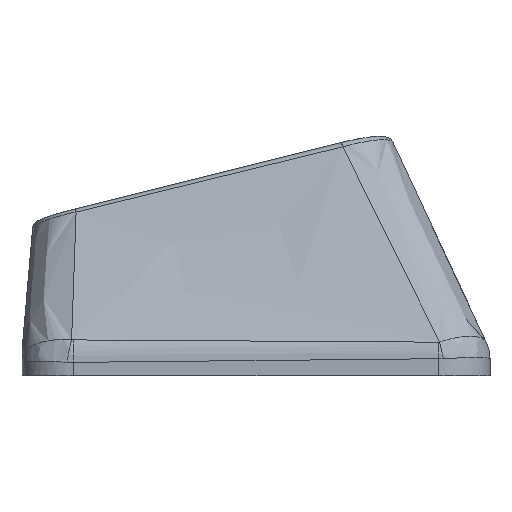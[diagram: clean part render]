
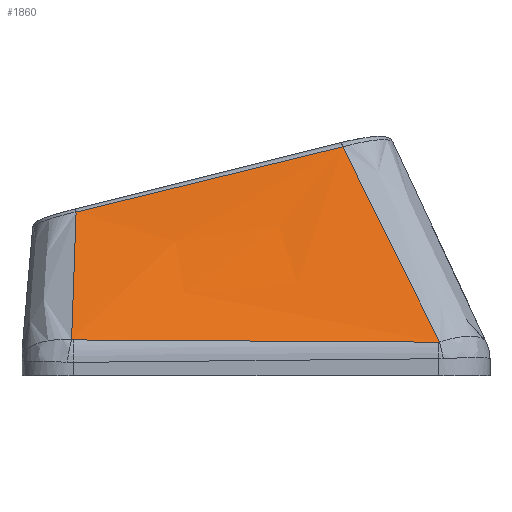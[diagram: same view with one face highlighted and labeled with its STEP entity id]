
A CAD part, left-side view. The second image highlights one B-rep face of the part: STEP entity #1860.
In plain terms, the highlighted free-form (B-spline) face has degree [3, 3] with [4, 4] control points.
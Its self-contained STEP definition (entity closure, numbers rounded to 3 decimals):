
#361=FACE_OUTER_BOUND('',#470,.T.);
#470=EDGE_LOOP('',(#1321,#1322,#1323,#1324,#1325,#1326));
#593=B_SPLINE_CURVE_WITH_KNOTS('',3,(#2774,#2775,#2776,#2777),
 .UNSPECIFIED.,.F.,.F.,(4,4),(0.,0.005),.UNSPECIFIED.);
#595=B_SPLINE_CURVE_WITH_KNOTS('',3,(#2801,#2802,#2803,#2804),
 .UNSPECIFIED.,.F.,.F.,(4,4),(0.,1.416),.UNSPECIFIED.);
#597=B_SPLINE_CURVE_WITH_KNOTS('',3,(#2828,#2829,#2830,#2831),
 .UNSPECIFIED.,.F.,.F.,(4,4),(0.,0.006),
 .UNSPECIFIED.);
#612=B_SPLINE_CURVE_WITH_KNOTS('',3,(#3125,#3126,#3127,#3128),
 .UNSPECIFIED.,.F.,.F.,(4,4),(0.023,0.942),
 .UNSPECIFIED.);
#613=B_SPLINE_CURVE_WITH_KNOTS('',3,(#3130,#3131,#3132,#3133),
 .UNSPECIFIED.,.F.,.F.,(4,4),(-1.249,-0.184),
 .UNSPECIFIED.);
#614=B_SPLINE_CURVE_WITH_KNOTS('',3,(#3134,#3135,#3136,#3137),
 .UNSPECIFIED.,.F.,.F.,(4,4),(-0.627,-0.017),
 .UNSPECIFIED.);
#746=VERTEX_POINT('',#2736);
#748=VERTEX_POINT('',#2767);
#750=VERTEX_POINT('',#2794);
#752=VERTEX_POINT('',#2821);
#773=VERTEX_POINT('',#3124);
#774=VERTEX_POINT('',#3129);
#951=EDGE_CURVE('',#746,#748,#593,.T.);
#954=EDGE_CURVE('',#748,#750,#595,.T.);
#957=EDGE_CURVE('',#750,#752,#597,.T.);
#990=EDGE_CURVE('',#773,#746,#612,.T.);
#991=EDGE_CURVE('',#774,#773,#613,.T.);
#992=EDGE_CURVE('',#752,#774,#614,.T.);
#1321=ORIENTED_EDGE('',*,*,#957,.F.);
#1322=ORIENTED_EDGE('',*,*,#954,.F.);
#1323=ORIENTED_EDGE('',*,*,#951,.F.);
#1324=ORIENTED_EDGE('',*,*,#990,.F.);
#1325=ORIENTED_EDGE('',*,*,#991,.F.);
#1326=ORIENTED_EDGE('',*,*,#992,.F.);
#1807=B_SPLINE_SURFACE_WITH_KNOTS('',3,3,((#3108,#3109,#3110,#3111),(#3112,
#3113,#3114,#3115),(#3116,#3117,#3118,#3119),(#3120,#3121,#3122,#3123)),
 .UNSPECIFIED.,.F.,.F.,.F.,(4,4),(4,4),(0.1,0.894),
(0.024,0.963),.UNSPECIFIED.);
#1860=ADVANCED_FACE('',(#361),#1807,.T.);
#2736=CARTESIAN_POINT('',(-25.603,-7.122,0.309));
#2767=CARTESIAN_POINT('',(-25.604,-7.076,0.304));
#2774=CARTESIAN_POINT('Ctrl Pts',(-25.603,-7.122,0.309));
#2775=CARTESIAN_POINT('Ctrl Pts',(-25.604,-7.107,0.306));
#2776=CARTESIAN_POINT('Ctrl Pts',(-25.605,-7.092,0.304));
#2777=CARTESIAN_POINT('Ctrl Pts',(-25.604,-7.076,0.304));
#2794=CARTESIAN_POINT('',(-25.471,7.093,0.391));
#2801=CARTESIAN_POINT('Ctrl Pts',(-25.604,-7.076,0.304));
#2802=CARTESIAN_POINT('Ctrl Pts',(-25.577,-2.354,0.328));
#2803=CARTESIAN_POINT('Ctrl Pts',(-25.541,2.368,0.358));
#2804=CARTESIAN_POINT('Ctrl Pts',(-25.471,7.093,0.391));
#2821=CARTESIAN_POINT('',(-25.466,7.156,0.397));
#2828=CARTESIAN_POINT('Ctrl Pts',(-25.471,7.093,0.391));
#2829=CARTESIAN_POINT('Ctrl Pts',(-25.47,7.114,0.391));
#2830=CARTESIAN_POINT('Ctrl Pts',(-25.469,7.135,0.393));
#2831=CARTESIAN_POINT('Ctrl Pts',(-25.466,7.156,0.397));
#3108=CARTESIAN_POINT('Ctrl Pts',(-21.951,-3.793,7.988));
#3109=CARTESIAN_POINT('Ctrl Pts',(-23.169,-4.903,5.427));
#3110=CARTESIAN_POINT('Ctrl Pts',(-24.387,-6.014,2.866));
#3111=CARTESIAN_POINT('Ctrl Pts',(-25.605,-7.124,0.304));
#3112=CARTESIAN_POINT('Ctrl Pts',(-21.951,-0.135,
7.098));
#3113=CARTESIAN_POINT('Ctrl Pts',(-23.169,-0.878,
4.822));
#3114=CARTESIAN_POINT('Ctrl Pts',(-24.387,-1.621,2.546));
#3115=CARTESIAN_POINT('Ctrl Pts',(-25.605,-2.364,0.271));
#3116=CARTESIAN_POINT('Ctrl Pts',(-21.951,3.522,6.207));
#3117=CARTESIAN_POINT('Ctrl Pts',(-23.169,3.147,4.217));
#3118=CARTESIAN_POINT('Ctrl Pts',(-24.387,2.771,2.227));
#3119=CARTESIAN_POINT('Ctrl Pts',(-25.605,2.395,0.237));
#3120=CARTESIAN_POINT('Ctrl Pts',(-21.951,7.18,5.317));
#3121=CARTESIAN_POINT('Ctrl Pts',(-23.169,7.172,3.612));
#3122=CARTESIAN_POINT('Ctrl Pts',(-24.387,7.163,1.907));
#3123=CARTESIAN_POINT('Ctrl Pts',(-25.605,7.155,0.203));
#3124=CARTESIAN_POINT('',(-21.951,-3.36,7.883));
#3125=CARTESIAN_POINT('Ctrl Pts',(-21.951,-3.36,7.883));
#3126=CARTESIAN_POINT('Ctrl Pts',(-23.185,-4.626,5.368));
#3127=CARTESIAN_POINT('Ctrl Pts',(-24.398,-5.878,2.842));
#3128=CARTESIAN_POINT('Ctrl Pts',(-25.603,-7.122,0.309));
#3129=CARTESIAN_POINT('',(-21.959,6.981,5.355));
#3130=CARTESIAN_POINT('Ctrl Pts',(-21.959,6.981,5.355));
#3131=CARTESIAN_POINT('Ctrl Pts',(-21.959,3.533,6.192));
#3132=CARTESIAN_POINT('Ctrl Pts',(-21.955,0.086,
7.036));
#3133=CARTESIAN_POINT('Ctrl Pts',(-21.951,-3.36,7.883));
#3134=CARTESIAN_POINT('Ctrl Pts',(-25.466,7.156,0.397));
#3135=CARTESIAN_POINT('Ctrl Pts',(-24.289,7.081,2.045));
#3136=CARTESIAN_POINT('Ctrl Pts',(-23.12,7.019,3.698));
#3137=CARTESIAN_POINT('Ctrl Pts',(-21.959,6.981,5.355));
